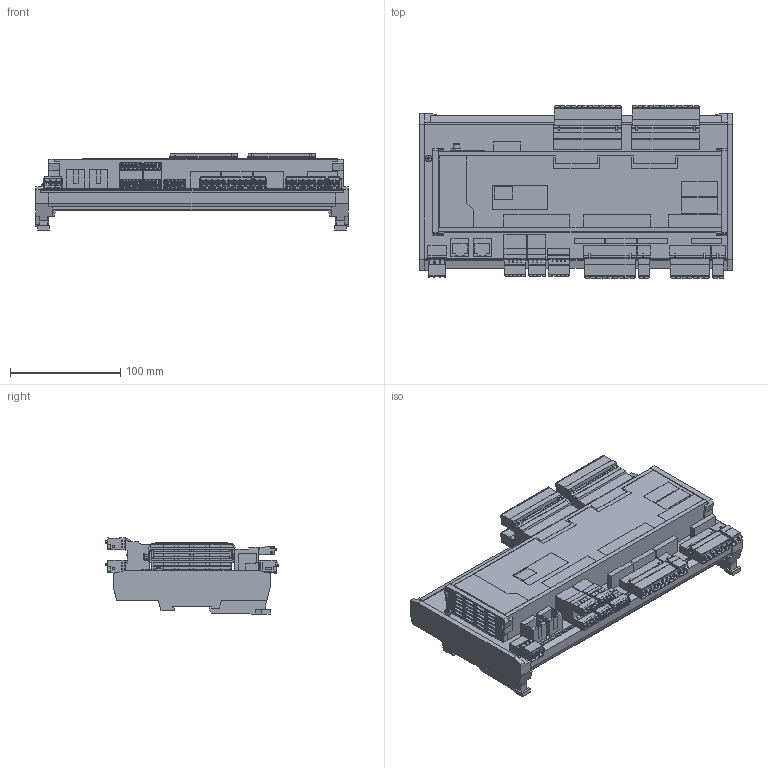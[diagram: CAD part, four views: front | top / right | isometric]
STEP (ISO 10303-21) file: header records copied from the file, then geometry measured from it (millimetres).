
FILE_DESCRIPTION(('Creo Elements/Direct Modeling STEP Export'),'2;1');
FILE_NAME('model.stp','2023-07-18T15:02:38',(''),(''),'Creo Elements/Direct Modeling STEP processor for AP214 (Solid Model)','Creo Elements/Direct Modeling 20.1D 10-Oct-2020 (C) Parametric Technology GmbH','');
FILE_SCHEMA(('AUTOMOTIVE_DESIGN { 1 0 10303 214 1 1 1 1 }'));
Products named in the file (2): EV_PLCC_AC1_DC1-select
Assembly tree (1 placements, depth 2):
  EV_PLCC_AC1_DC1-select
    EV_PLCC_AC1_DC1-select
Bounding box: 284 x 156.82 x 69.06 mm (x, y, z)
Volume: 1426206.4 mm3; surface area: 204424.1 mm2
Topology: 1 solids, 1 shells, 4710 faces, 12602 edges, 8054 vertices
Faces by surface type: plane 4458, cylinder 192, cone 50, extrusion 8, sphere 2
Entity records: 178870 total; most frequent: CARTESIAN_POINT 25419, ORIENTED_EDGE 25204, DIRECTION 21596, EDGE_CURVE 12602, VECTOR 11850, LINE 11842, VERTEX_POINT 8054, EDGE_LOOP 5030
